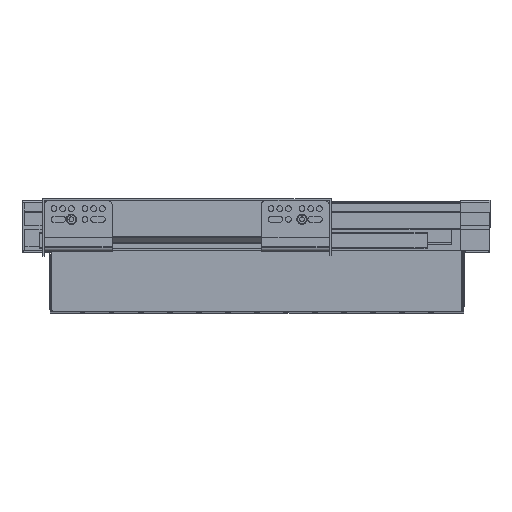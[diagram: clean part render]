
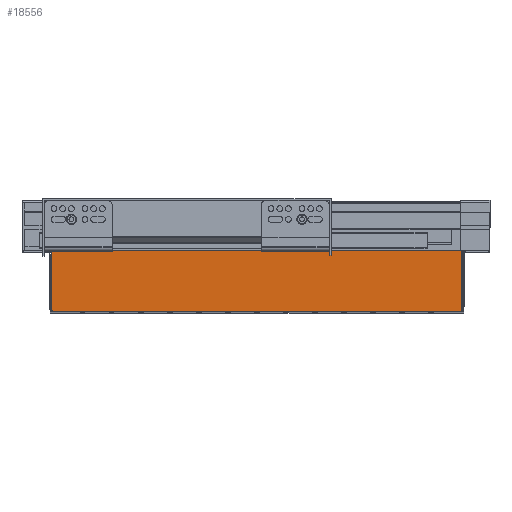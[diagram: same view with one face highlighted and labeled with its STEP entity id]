
A CAD part, top view. The second image highlights one B-rep face of the part: STEP entity #18556.
In plain terms, the highlighted planar face has unit normal (0, -0.018, 1).
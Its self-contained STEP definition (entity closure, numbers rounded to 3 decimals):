
#766=PLANE('',#20177);
#1540=FACE_OUTER_BOUND('',#2684,.T.);
#2684=EDGE_LOOP('',(#15584,#15585,#15586,#15587,#15588,#15589));
#4293=LINE('',#29130,#6187);
#4321=LINE('',#29246,#6215);
#4519=LINE('',#30009,#6413);
#4520=LINE('',#30011,#6414);
#6187=VECTOR('',#23775,10.);
#6215=VECTOR('',#23851,10.);
#6413=VECTOR('',#24463,10.);
#6414=VECTOR('',#24466,10.);
#7344=CIRCLE('',#20007,2.5);
#7508=CIRCLE('',#20174,2.5);
#8703=VERTEX_POINT('',#29127);
#8704=VERTEX_POINT('',#29129);
#8743=VERTEX_POINT('',#29243);
#8744=VERTEX_POINT('',#29245);
#8786=VERTEX_POINT('',#29362);
#9102=VERTEX_POINT('',#30005);
#10990=EDGE_CURVE('',#8704,#8703,#4293,.T.);
#11036=EDGE_CURVE('',#8743,#8744,#4321,.T.);
#11096=EDGE_CURVE('',#8703,#8786,#7344,.T.);
#11419=EDGE_CURVE('',#9102,#8744,#7508,.T.);
#11421=EDGE_CURVE('',#8786,#9102,#4519,.T.);
#11422=EDGE_CURVE('',#8704,#8743,#4520,.T.);
#15584=ORIENTED_EDGE('',*,*,#11096,.T.);
#15585=ORIENTED_EDGE('',*,*,#11421,.T.);
#15586=ORIENTED_EDGE('',*,*,#11419,.T.);
#15587=ORIENTED_EDGE('',*,*,#11036,.F.);
#15588=ORIENTED_EDGE('',*,*,#11422,.F.);
#15589=ORIENTED_EDGE('',*,*,#10990,.T.);
#18556=ADVANCED_FACE('',(#1540),#766,.T.);
#20007=AXIS2_PLACEMENT_3D('',#29364,#23964,#23965);
#20174=AXIS2_PLACEMENT_3D('',#30006,#24457,#24458);
#20177=AXIS2_PLACEMENT_3D('',#30010,#24464,#24465);
#23775=DIRECTION('',(0.,-1.,-0.017));
#23851=DIRECTION('',(0.,-1.,-0.017));
#23964=DIRECTION('center_axis',(0.,0.017,
-1.));
#23965=DIRECTION('ref_axis',(0.,1.,0.017));
#24457=DIRECTION('center_axis',(0.,0.017,
-1.));
#24458=DIRECTION('ref_axis',(0.,1.,0.017));
#24463=DIRECTION('',(1.,0.,0.));
#24464=DIRECTION('center_axis',(0.,-0.017,
1.));
#24465=DIRECTION('ref_axis',(0.,-1.,-0.017));
#24466=DIRECTION('',(1.,0.,0.));
#29127=CARTESIAN_POINT('',(28.,-60.745,641.102));
#29129=CARTESIAN_POINT('',(28.,47.,642.983));
#29130=CARTESIAN_POINT('',(28.,47.,642.983));
#29243=CARTESIAN_POINT('',(452.,47.,642.983));
#29245=CARTESIAN_POINT('',(452.,-61.613,641.087));
#29246=CARTESIAN_POINT('',(452.,47.,642.983));
#29362=CARTESIAN_POINT('',(29.211,-62.,641.08));
#29364=CARTESIAN_POINT('Origin',(26.92,-63.,641.063));
#30005=CARTESIAN_POINT('',(451.789,-62.,641.08));
#30006=CARTESIAN_POINT('Origin',(454.08,-63.,641.063));
#30009=CARTESIAN_POINT('',(28.,-62.,641.08));
#30010=CARTESIAN_POINT('Origin',(28.,47.,642.983));
#30011=CARTESIAN_POINT('',(28.,47.,642.983));
